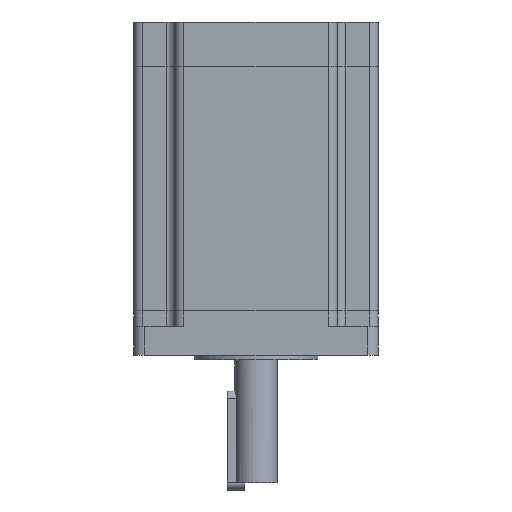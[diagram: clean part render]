
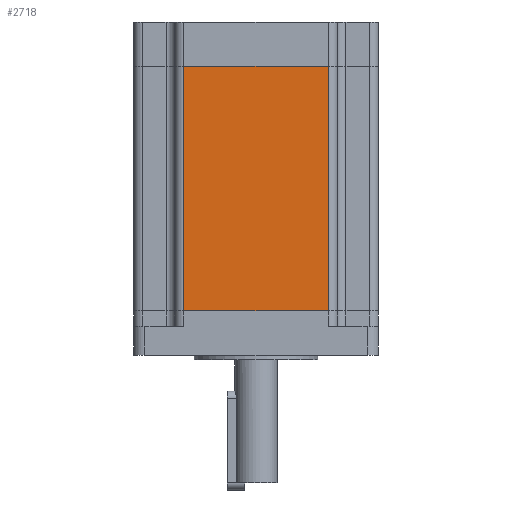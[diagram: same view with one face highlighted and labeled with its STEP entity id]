
A CAD part, front view. The second image highlights one B-rep face of the part: STEP entity #2718.
In plain terms, the highlighted planar face has unit normal (0, -1, 0).
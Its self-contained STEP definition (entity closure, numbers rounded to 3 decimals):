
#86 = EDGE_CURVE ( 'NONE', #1687, #3590, #1432, .T. ) ;
#125 = LINE ( 'NONE', #1659, #3192 ) ;
#239 = VECTOR ( 'NONE', #3594, 1000. ) ;
#493 = CARTESIAN_POINT ( 'NONE',  ( 55., -55., 7. ) ) ;
#579 = VECTOR ( 'NONE', #856, 1000. ) ;
#621 = AXIS2_PLACEMENT_3D ( 'NONE', #493, #1678, #2861 ) ;
#844 = CARTESIAN_POINT ( 'NONE',  ( -32.5, -55., 7. ) ) ;
#856 = DIRECTION ( 'NONE',  ( 1., 0., 0. ) ) ;
#914 = EDGE_CURVE ( 'NONE', #997, #2847, #125, .T. ) ;
#997 = VERTEX_POINT ( 'NONE', #844 ) ;
#1432 = LINE ( 'NONE', #3509, #579 ) ;
#1609 = EDGE_CURVE ( 'NONE', #2847, #3590, #3831, .T. ) ;
#1619 = VECTOR ( 'NONE', #2896, 1000. ) ;
#1659 = CARTESIAN_POINT ( 'NONE',  ( 55., -55., 7. ) ) ;
#1678 = DIRECTION ( 'NONE',  ( 0., 1., 0. ) ) ;
#1687 = VERTEX_POINT ( 'NONE', #3561 ) ;
#2217 = ORIENTED_EDGE ( 'NONE', *, *, #86, .F. ) ;
#2278 = ORIENTED_EDGE ( 'NONE', *, *, #1609, .T. ) ;
#2293 = ORIENTED_EDGE ( 'NONE', *, *, #2787, .T. ) ;
#2718 = ADVANCED_FACE ( 'NONE', ( #3437 ), #3151, .F. ) ;
#2787 = EDGE_CURVE ( 'NONE', #1687, #997, #3016, .T. ) ;
#2847 = VERTEX_POINT ( 'NONE', #3373 ) ;
#2861 = DIRECTION ( 'NONE',  ( -1., 0., 0. ) ) ;
#2879 = DIRECTION ( 'NONE',  ( 1., 0., 0. ) ) ;
#2896 = DIRECTION ( 'NONE',  ( 0., 0., 1. ) ) ;
#2977 = CARTESIAN_POINT ( 'NONE',  ( 32.5, -55., 7. ) ) ;
#3016 = LINE ( 'NONE', #3218, #239 ) ;
#3151 = PLANE ( 'NONE',  #621 ) ;
#3192 = VECTOR ( 'NONE', #2879, 1000. ) ;
#3218 = CARTESIAN_POINT ( 'NONE',  ( -32.5, -55., 7. ) ) ;
#3373 = CARTESIAN_POINT ( 'NONE',  ( 32.5, -55., 7. ) ) ;
#3437 = FACE_OUTER_BOUND ( 'NONE', #3639, .T. ) ;
#3509 = CARTESIAN_POINT ( 'NONE',  ( 55., -55., 117. ) ) ;
#3561 = CARTESIAN_POINT ( 'NONE',  ( -32.5, -55., 117. ) ) ;
#3564 = CARTESIAN_POINT ( 'NONE',  ( 32.5, -55., 117. ) ) ;
#3590 = VERTEX_POINT ( 'NONE', #3564 ) ;
#3594 = DIRECTION ( 'NONE',  ( 0., 0., -1. ) ) ;
#3639 = EDGE_LOOP ( 'NONE', ( #2293, #3705, #2278, #2217 ) ) ;
#3705 = ORIENTED_EDGE ( 'NONE', *, *, #914, .T. ) ;
#3831 = LINE ( 'NONE', #2977, #1619 ) ;
